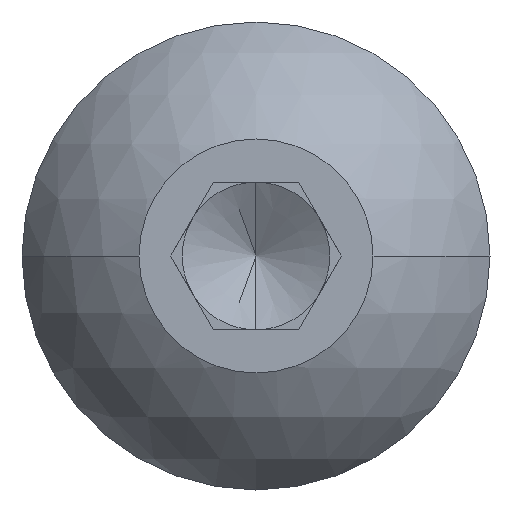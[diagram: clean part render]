
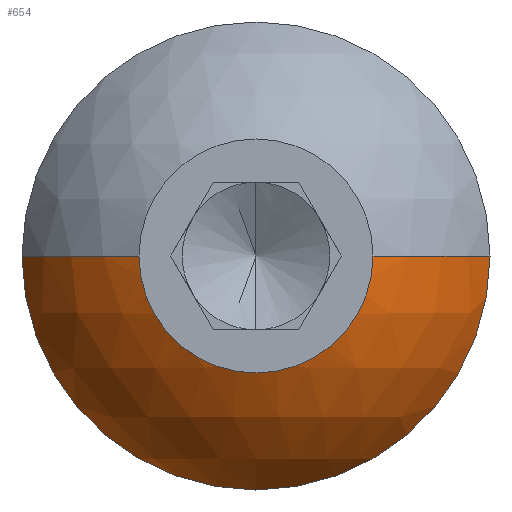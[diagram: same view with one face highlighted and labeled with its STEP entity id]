
A CAD part, left-side view. The second image highlights one B-rep face of the part: STEP entity #654.
In plain terms, the highlighted spherical face has radius 5.315 mm.
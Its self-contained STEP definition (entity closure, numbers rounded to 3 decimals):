
#3 = VERTEX_POINT ( 'NONE', #317 ) ;
#8 = ORIENTED_EDGE ( 'NONE', *, *, #492, .T. ) ;
#9 = DIRECTION ( 'NONE',  ( -1., 0., 0. ) ) ;
#10 = CIRCLE ( 'NONE', #393, 5.315 ) ;
#46 = DIRECTION ( 'NONE',  ( -1., 0., 0. ) ) ;
#49 = EDGE_CURVE ( 'NONE', #691, #3, #10, .T. ) ;
#52 = VERTEX_POINT ( 'NONE', #88 ) ;
#53 = DIRECTION ( 'NONE',  ( -1., 0., 0. ) ) ;
#62 = FACE_OUTER_BOUND ( 'NONE', #268, .T. ) ;
#88 = CARTESIAN_POINT ( 'NONE',  ( 2.37, 4.75, 0. ) ) ;
#93 = ORIENTED_EDGE ( 'NONE', *, *, #728, .F. ) ;
#134 = VERTEX_POINT ( 'NONE', #331 ) ;
#142 = DIRECTION ( 'NONE',  ( 0., 0., -1. ) ) ;
#143 = CARTESIAN_POINT ( 'NONE',  ( 4.755, 0., 0. ) ) ;
#160 = AXIS2_PLACEMENT_3D ( 'NONE', #583, #225, #645 ) ;
#161 = CARTESIAN_POINT ( 'NONE',  ( 2.37, -4.75, 0. ) ) ;
#173 = CIRCLE ( 'NONE', #160, 5.315 ) ;
#192 = CIRCLE ( 'NONE', #537, 4.75 ) ;
#200 = EDGE_CURVE ( 'NONE', #52, #463, #173, .T. ) ;
#208 = DIRECTION ( 'NONE',  ( 0., 1., 0. ) ) ;
#225 = DIRECTION ( 'NONE',  ( 0., 0., 1. ) ) ;
#263 = CARTESIAN_POINT ( 'NONE',  ( 4.755, 0., 0. ) ) ;
#268 = EDGE_LOOP ( 'NONE', ( #8, #324, #295, #93, #484 ) ) ;
#295 = ORIENTED_EDGE ( 'NONE', *, *, #49, .T. ) ;
#308 = SPHERICAL_SURFACE ( 'NONE', #310, 5.315 ) ;
#310 = AXIS2_PLACEMENT_3D ( 'NONE', #263, #142, #455 ) ;
#317 = CARTESIAN_POINT ( 'NONE',  ( 0., -2.375, 0. ) ) ;
#324 = ORIENTED_EDGE ( 'NONE', *, *, #768, .T. ) ;
#331 = CARTESIAN_POINT ( 'NONE',  ( 2.37, 0., -4.75 ) ) ;
#373 = CARTESIAN_POINT ( 'NONE',  ( 2.37, 0., 0. ) ) ;
#393 = AXIS2_PLACEMENT_3D ( 'NONE', #143, #563, #208 ) ;
#406 = CARTESIAN_POINT ( 'NONE',  ( 0., 0., 0. ) ) ;
#411 = CARTESIAN_POINT ( 'NONE',  ( 2.37, 0., 0. ) ) ;
#430 = DIRECTION ( 'NONE',  ( 0., 0., 1. ) ) ;
#455 = DIRECTION ( 'NONE',  ( 0., 1., 0. ) ) ;
#459 = DIRECTION ( 'NONE',  ( 0., 0., 1. ) ) ;
#463 = VERTEX_POINT ( 'NONE', #670 ) ;
#467 = DIRECTION ( 'NONE',  ( 0., 0., 1. ) ) ;
#483 = AXIS2_PLACEMENT_3D ( 'NONE', #406, #46, #459 ) ;
#484 = ORIENTED_EDGE ( 'NONE', *, *, #200, .F. ) ;
#492 = EDGE_CURVE ( 'NONE', #52, #134, #192, .T. ) ;
#537 = AXIS2_PLACEMENT_3D ( 'NONE', #373, #9, #430 ) ;
#541 = CIRCLE ( 'NONE', #734, 4.75 ) ;
#563 = DIRECTION ( 'NONE',  ( 0., 0., -1. ) ) ;
#583 = CARTESIAN_POINT ( 'NONE',  ( 4.755, 0., 0. ) ) ;
#645 = DIRECTION ( 'NONE',  ( 1., 0., 0. ) ) ;
#654 = ADVANCED_FACE ( 'NONE', ( #62 ), #308, .T. ) ;
#670 = CARTESIAN_POINT ( 'NONE',  ( 0., 2.375, 0. ) ) ;
#691 = VERTEX_POINT ( 'NONE', #161 ) ;
#728 = EDGE_CURVE ( 'NONE', #463, #3, #751, .T. ) ;
#734 = AXIS2_PLACEMENT_3D ( 'NONE', #411, #53, #467 ) ;
#751 = CIRCLE ( 'NONE', #483, 2.375 ) ;
#768 = EDGE_CURVE ( 'NONE', #134, #691, #541, .T. ) ;
